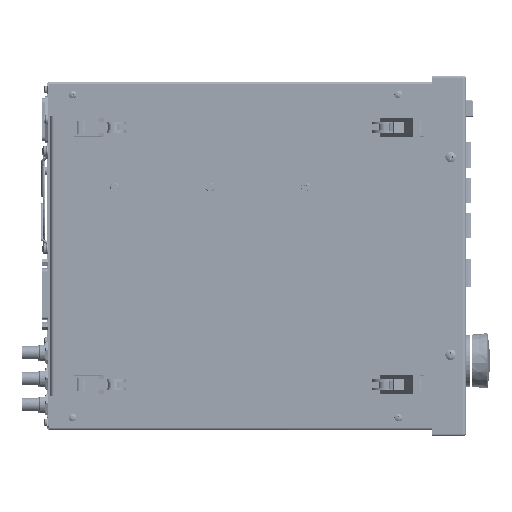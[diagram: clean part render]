
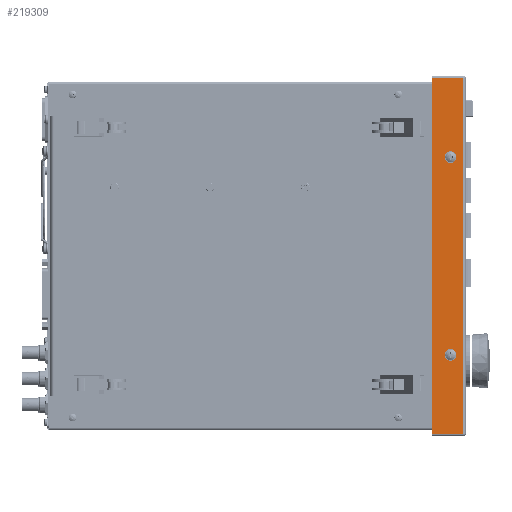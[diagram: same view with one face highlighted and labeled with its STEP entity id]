
A CAD part, front view. The second image highlights one B-rep face of the part: STEP entity #219309.
In plain terms, the highlighted planar face has unit normal (0, -1, 0).
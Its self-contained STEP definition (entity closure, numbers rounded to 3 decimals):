
#47608 = CARTESIAN_POINT ( 'NONE',  ( 2.754, -2.267, -2.945 ) ) ;
#85240 = CARTESIAN_POINT ( 'NONE',  ( 2.42, -2.267, -2.945 ) ) ;
#89103 = AXIS2_PLACEMENT_3D ( 'NONE', #89374, #89370, #89367 ) ;
#89105 = CIRCLE ( 'NONE', #89103, 0.167 ) ;
#89367 = DIRECTION ( 'NONE',  ( -1., 0., 0. ) ) ;
#89370 = DIRECTION ( 'NONE',  ( 0., 1., 0. ) ) ;
#89374 = CARTESIAN_POINT ( 'NONE',  ( 2.587, -2.267, 2.764 ) ) ;
#89668 = DIRECTION ( 'NONE',  ( -1., 0., 0. ) ) ;
#89670 = DIRECTION ( 'NONE',  ( 0., 1., 0. ) ) ;
#89674 = CARTESIAN_POINT ( 'NONE',  ( 2.587, -2.267, -2.945 ) ) ;
#89676 = AXIS2_PLACEMENT_3D ( 'NONE', #89674, #89670, #89668 ) ;
#89679 = CIRCLE ( 'NONE', #89676, 0.167 ) ;
#90187 = CARTESIAN_POINT ( 'NONE',  ( 2.754, -2.267, 2.764 ) ) ;
#90196 = CARTESIAN_POINT ( 'NONE',  ( 2.42, -2.267, 2.764 ) ) ;
#112588 = DIRECTION ( 'NONE',  ( 0., 0., 1. ) ) ;
#112590 = VECTOR ( 'NONE', #112588, 39.37 ) ;
#112591 = CARTESIAN_POINT ( 'NONE',  ( 2.945, -2.267, 5.118 ) ) ;
#112593 = LINE ( 'NONE', #112591, #112590 ) ;
#112609 = CARTESIAN_POINT ( 'NONE',  ( 2.945, -2.267, 5.039 ) ) ;
#113322 = CARTESIAN_POINT ( 'NONE',  ( 2.945, -2.267, -5.221 ) ) ;
#114536 = DIRECTION ( 'NONE',  ( -1., 0., 0. ) ) ;
#114538 = DIRECTION ( 'NONE',  ( 0., 1., 0. ) ) ;
#114540 = CARTESIAN_POINT ( 'NONE',  ( 2.587, -2.267, -2.945 ) ) ;
#114541 = AXIS2_PLACEMENT_3D ( 'NONE', #114540, #114538, #114536 ) ;
#114555 = CIRCLE ( 'NONE', #114541, 0.167 ) ;
#114626 = CARTESIAN_POINT ( 'NONE',  ( 2.04, -2.267, -5.221 ) ) ;
#114628 = LINE ( 'NONE', #114626, #114815 ) ;
#114635 = CARTESIAN_POINT ( 'NONE',  ( 2.04, -2.267, -5.221 ) ) ;
#114724 = DIRECTION ( 'NONE',  ( -1., 0., 0. ) ) ;
#114726 = DIRECTION ( 'NONE',  ( 0., 1., 0. ) ) ;
#114728 = CARTESIAN_POINT ( 'NONE',  ( 2.587, -2.267, 2.764 ) ) ;
#114730 = AXIS2_PLACEMENT_3D ( 'NONE', #114728, #114726, #114724 ) ;
#114732 = CIRCLE ( 'NONE', #114730, 0.167 ) ;
#114813 = DIRECTION ( 'NONE',  ( 1., 0., 0. ) ) ;
#114815 = VECTOR ( 'NONE', #114813, 39.37 ) ;
#114900 = DIRECTION ( 'NONE',  ( -1., 0., 0. ) ) ;
#114902 = DIRECTION ( 'NONE',  ( 0., -1., 0. ) ) ;
#114904 = CARTESIAN_POINT ( 'NONE',  ( 2.04, -2.267, 5.118 ) ) ;
#114905 = AXIS2_PLACEMENT_3D ( 'NONE', #114904, #114902, #114900 ) ;
#114912 = PLANE ( 'NONE',  #114905 ) ;
#114916 = FACE_OUTER_BOUND ( 'NONE', #219368, .T. ) ;
#114918 = FACE_BOUND ( 'NONE', #219314, .T. ) ;
#114921 = FACE_BOUND ( 'NONE', #219310, .T. ) ;
#115264 = DIRECTION ( 'NONE',  ( 0., 0., -1. ) ) ;
#115265 = VECTOR ( 'NONE', #115264, 39.37 ) ;
#115267 = CARTESIAN_POINT ( 'NONE',  ( 2.04, -2.267, 5.118 ) ) ;
#115269 = LINE ( 'NONE', #115267, #115265 ) ;
#115276 = CARTESIAN_POINT ( 'NONE',  ( 2.04, -2.267, 5.039 ) ) ;
#115280 = DIRECTION ( 'NONE',  ( -1., 0., 0. ) ) ;
#115282 = VECTOR ( 'NONE', #115280, 39.37 ) ;
#115285 = CARTESIAN_POINT ( 'NONE',  ( 2.04, -2.267, 5.039 ) ) ;
#115287 = LINE ( 'NONE', #115285, #115282 ) ;
#210180 = VERTEX_POINT ( 'NONE', #47608 ) ;
#216984 = VERTEX_POINT ( 'NONE', #85240 ) ;
#217348 = EDGE_CURVE ( 'NONE', #217505, #217508, #89105, .T. ) ;
#217425 = EDGE_CURVE ( 'NONE', #216984, #210180, #89679, .T. ) ;
#217505 = VERTEX_POINT ( 'NONE', #90196 ) ;
#217508 = VERTEX_POINT ( 'NONE', #90187 ) ;
#219039 = VERTEX_POINT ( 'NONE', #112609 ) ;
#219041 = EDGE_CURVE ( 'NONE', #219111, #219039, #112593, .T. ) ;
#219111 = VERTEX_POINT ( 'NONE', #113322 ) ;
#219280 = EDGE_CURVE ( 'NONE', #210180, #216984, #114555, .T. ) ;
#219289 = VERTEX_POINT ( 'NONE', #114635 ) ;
#219290 = ORIENTED_EDGE ( 'NONE', *, *, #219291, .T. ) ;
#219291 = EDGE_CURVE ( 'NONE', #219289, #219111, #114628, .T. ) ;
#219302 = EDGE_CURVE ( 'NONE', #217508, #217505, #114732, .T. ) ;
#219309 = ADVANCED_FACE ( 'NONE', ( #114921, #114918, #114916 ), #114912, .T. ) ;
#219310 = EDGE_LOOP ( 'NONE', ( #219312, #219313 ) ) ;
#219312 = ORIENTED_EDGE ( 'NONE', *, *, #219302, .T. ) ;
#219313 = ORIENTED_EDGE ( 'NONE', *, *, #217348, .T. ) ;
#219314 = EDGE_LOOP ( 'NONE', ( #219364, #219367 ) ) ;
#219364 = ORIENTED_EDGE ( 'NONE', *, *, #219280, .T. ) ;
#219367 = ORIENTED_EDGE ( 'NONE', *, *, #217425, .T. ) ;
#219368 = EDGE_LOOP ( 'NONE', ( #219369, #219372, #219375, #219290 ) ) ;
#219369 = ORIENTED_EDGE ( 'NONE', *, *, #219041, .T. ) ;
#219372 = ORIENTED_EDGE ( 'NONE', *, *, #219373, .T. ) ;
#219373 = EDGE_CURVE ( 'NONE', #219039, #219374, #115287, .T. ) ;
#219374 = VERTEX_POINT ( 'NONE', #115276 ) ;
#219375 = ORIENTED_EDGE ( 'NONE', *, *, #219376, .T. ) ;
#219376 = EDGE_CURVE ( 'NONE', #219374, #219289, #115269, .T. ) ;
